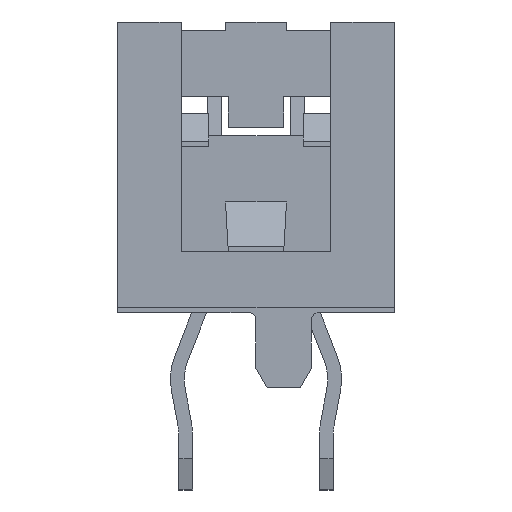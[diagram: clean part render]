
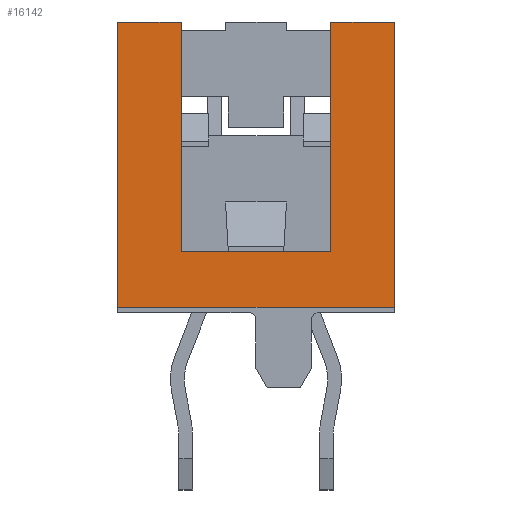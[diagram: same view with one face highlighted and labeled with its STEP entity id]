
A CAD part, left-side view. The second image highlights one B-rep face of the part: STEP entity #16142.
In plain terms, the highlighted face is planar.
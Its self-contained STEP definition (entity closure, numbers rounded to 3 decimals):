
#4002=ORIENTED_EDGE('',*,*,#7124,.F.);
#4003=ORIENTED_EDGE('',*,*,#7109,.F.);
#4004=ORIENTED_EDGE('',*,*,#7128,.T.);
#4005=ORIENTED_EDGE('',*,*,#7212,.T.);
#4006=ORIENTED_EDGE('',*,*,#7186,.F.);
#4007=ORIENTED_EDGE('',*,*,#7169,.T.);
#4008=ORIENTED_EDGE('',*,*,#7185,.T.);
#4009=ORIENTED_EDGE('',*,*,#7214,.T.);
#7109=EDGE_CURVE('',#8986,#8987,#10691,.T.);
#7124=EDGE_CURVE('',#8987,#8995,#10706,.T.);
#7128=EDGE_CURVE('',#8986,#8997,#10710,.T.);
#7169=EDGE_CURVE('',#9020,#9021,#10741,.T.);
#7185=EDGE_CURVE('',#9021,#9023,#10757,.T.);
#7186=EDGE_CURVE('',#9020,#9024,#10758,.T.);
#7212=EDGE_CURVE('',#8997,#9024,#10774,.T.);
#7214=EDGE_CURVE('',#9023,#8995,#10776,.T.);
#8986=VERTEX_POINT('',#25446);
#8987=VERTEX_POINT('',#25448);
#8995=VERTEX_POINT('',#25473);
#8997=VERTEX_POINT('',#25479);
#9020=VERTEX_POINT('',#25555);
#9021=VERTEX_POINT('',#25557);
#9023=VERTEX_POINT('',#25577);
#9024=VERTEX_POINT('',#25590);
#10691=LINE('',#25447,#12641);
#10706=LINE('',#25472,#12656);
#10710=LINE('',#25480,#12660);
#10741=LINE('',#25558,#12691);
#10757=LINE('',#25578,#12707);
#10758=LINE('',#25589,#12708);
#10774=LINE('',#25640,#12724);
#10776=LINE('',#25643,#12726);
#12641=VECTOR('',#20835,1000.);
#12656=VECTOR('',#20854,1000.);
#12660=VECTOR('',#20860,1000.);
#12691=VECTOR('',#20937,1000.);
#12707=VECTOR('',#20957,1000.);
#12708=VECTOR('',#20978,1000.);
#12724=VECTOR('',#21020,1000.);
#12726=VECTOR('',#21024,1000.);
#13944=EDGE_LOOP('',(#4002,#4003,#4004,#4005,#4006,#4007,#4008,#4009));
#14754=FACE_BOUND('',#13944,.T.);
#15364=PLANE('',#17479);
#16142=ADVANCED_FACE('',(#14754),#15364,.F.);
#17479=AXIS2_PLACEMENT_3D('',#25644,#21025,#21026);
#20835=DIRECTION('',(0.,-1.,0.));
#20854=DIRECTION('',(0.,0.,-1.));
#20860=DIRECTION('',(0.,0.,-1.));
#20937=DIRECTION('',(0.,-1.,0.));
#20957=DIRECTION('',(0.,0.,-1.));
#20978=DIRECTION('',(0.,0.,-1.));
#21020=DIRECTION('',(0.,1.,0.));
#21024=DIRECTION('',(0.,1.,0.));
#21025=DIRECTION('',(-1.,0.,0.));
#21026=DIRECTION('',(0.,0.,1.));
#25446=CARTESIAN_POINT('',(8.065,1.35,2.5));
#25447=CARTESIAN_POINT('',(8.065,1.35,2.5));
#25448=CARTESIAN_POINT('',(8.065,-1.35,2.5));
#25472=CARTESIAN_POINT('',(8.065,-1.35,-1.5));
#25473=CARTESIAN_POINT('',(8.065,-1.35,-1.65));
#25479=CARTESIAN_POINT('',(8.065,1.35,-1.65));
#25480=CARTESIAN_POINT('',(8.065,1.35,-1.5));
#25555=CARTESIAN_POINT('',(8.065,2.5,3.5));
#25557=CARTESIAN_POINT('',(8.065,-2.5,3.5));
#25558=CARTESIAN_POINT('',(8.065,2.5,3.5));
#25577=CARTESIAN_POINT('',(8.065,-2.5,-1.65));
#25578=CARTESIAN_POINT('',(8.065,-2.5,-0.3));
#25589=CARTESIAN_POINT('',(8.065,2.5,-0.3));
#25590=CARTESIAN_POINT('',(8.065,2.5,-1.65));
#25640=CARTESIAN_POINT('',(8.065,-2.5,-1.65));
#25643=CARTESIAN_POINT('',(8.065,-2.5,-1.65));
#25644=CARTESIAN_POINT('',(8.065,-2.5,-0.3));
